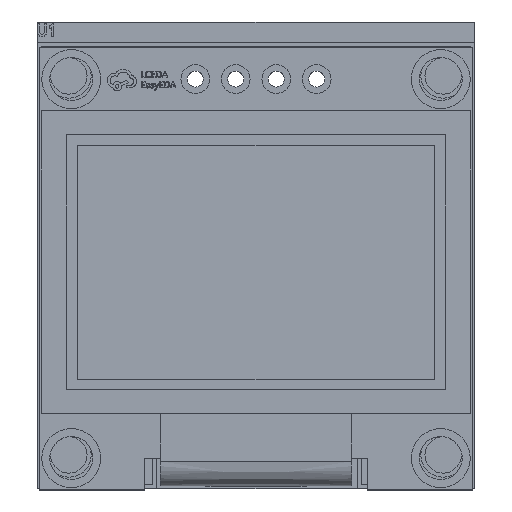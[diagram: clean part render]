
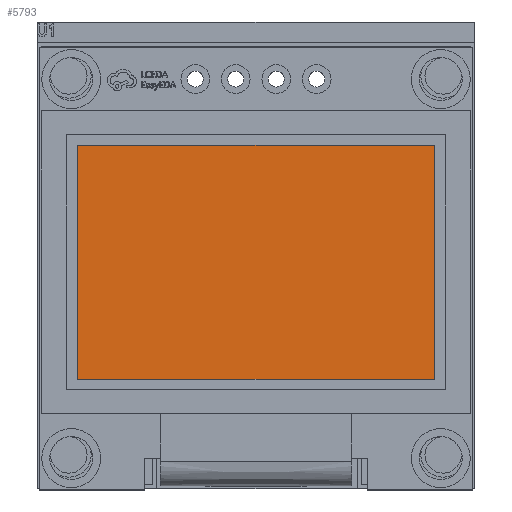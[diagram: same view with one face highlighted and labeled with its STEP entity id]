
A CAD part, top view. The second image highlights one B-rep face of the part: STEP entity #5793.
In plain terms, the highlighted planar face has unit normal (0, 0, 1).
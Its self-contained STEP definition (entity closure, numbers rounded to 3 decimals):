
#5715 = EDGE_CURVE('',#5716,#5718,#5720,.T.);
#5716 = VERTEX_POINT('',#5717);
#5717 = CARTESIAN_POINT('',(11.195,-18.85,
    3.12));
#5718 = VERTEX_POINT('',#5719);
#5719 = CARTESIAN_POINT('',(11.195,-4.15,
    3.12));
#5720 = LINE('',#5721,#5722);
#5721 = CARTESIAN_POINT('',(11.195,-11.9,3.12));
#5722 = VECTOR('',#5723,1.);
#5723 = DIRECTION('',(0.,1.,0.));
#5725 = EDGE_CURVE('',#5726,#5716,#5728,.T.);
#5726 = VERTEX_POINT('',#5727);
#5727 = CARTESIAN_POINT('',(-11.195,-18.85,
    3.12));
#5728 = LINE('',#5729,#5730);
#5729 = CARTESIAN_POINT('',(0.,-18.85,3.12));
#5730 = VECTOR('',#5731,1.);
#5731 = DIRECTION('',(1.,0.,0.));
#5733 = EDGE_CURVE('',#5734,#5726,#5736,.T.);
#5734 = VERTEX_POINT('',#5735);
#5735 = CARTESIAN_POINT('',(-11.195,-4.15,
    3.12));
#5736 = LINE('',#5737,#5738);
#5737 = CARTESIAN_POINT('',(-11.195,-11.9,3.12));
#5738 = VECTOR('',#5739,1.);
#5739 = DIRECTION('',(0.,-1.,0.));
#5741 = EDGE_CURVE('',#5718,#5734,#5742,.T.);
#5742 = LINE('',#5743,#5744);
#5743 = CARTESIAN_POINT('',(0.,-4.15,3.12));
#5744 = VECTOR('',#5745,1.);
#5745 = DIRECTION('',(-1.,0.,0.));
#5793 = ADVANCED_FACE('',(#5794),#5800,.F.);
#5794 = FACE_BOUND('',#5795,.T.);
#5795 = EDGE_LOOP('',(#5796,#5797,#5798,#5799));
#5796 = ORIENTED_EDGE('',*,*,#5725,.T.);
#5797 = ORIENTED_EDGE('',*,*,#5715,.T.);
#5798 = ORIENTED_EDGE('',*,*,#5741,.T.);
#5799 = ORIENTED_EDGE('',*,*,#5733,.T.);
#5800 = PLANE('',#5801);
#5801 = AXIS2_PLACEMENT_3D('',#5802,#5803,#5804);
#5802 = CARTESIAN_POINT('',(0.,-11.9,3.12));
#5803 = DIRECTION('',(0.,0.,-1.));
#5804 = DIRECTION('',(-1.,0.,0.));
